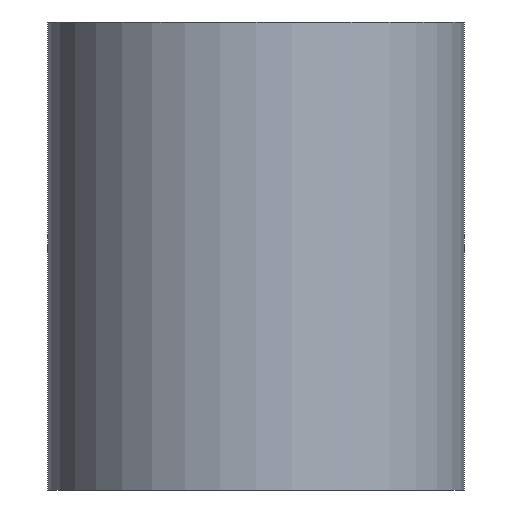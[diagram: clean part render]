
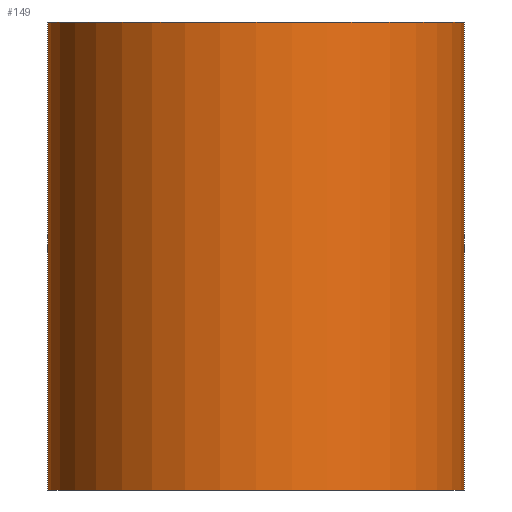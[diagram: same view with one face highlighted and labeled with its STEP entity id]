
A CAD part, front view. The second image highlights one B-rep face of the part: STEP entity #149.
In plain terms, the highlighted cylindrical face has radius 24.5 mm (diameter 49 mm), a full revolution.
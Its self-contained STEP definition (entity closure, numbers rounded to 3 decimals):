
#18=CYLINDRICAL_SURFACE('',#179,24.5);
#31=LINE('',#266,#41);
#41=VECTOR('',#225,24.5);
#49=FACE_OUTER_BOUND('',#60,.T.);
#60=EDGE_LOOP('',(#131,#132,#133,#134));
#68=CIRCLE('',#176,24.5);
#70=CIRCLE('',#180,24.5);
#80=VERTEX_POINT('',#257);
#82=VERTEX_POINT('',#264);
#96=EDGE_CURVE('',#80,#80,#68,.T.);
#99=EDGE_CURVE('',#82,#82,#70,.T.);
#100=EDGE_CURVE('',#82,#80,#31,.T.);
#131=ORIENTED_EDGE('',*,*,#99,.F.);
#132=ORIENTED_EDGE('',*,*,#100,.T.);
#133=ORIENTED_EDGE('',*,*,#96,.F.);
#134=ORIENTED_EDGE('',*,*,#100,.F.);
#149=ADVANCED_FACE('',(#49),#18,.T.);
#176=AXIS2_PLACEMENT_3D('',#258,#214,#215);
#179=AXIS2_PLACEMENT_3D('',#263,#221,#222);
#180=AXIS2_PLACEMENT_3D('',#265,#223,#224);
#214=DIRECTION('center_axis',(0.,0.,1.));
#215=DIRECTION('ref_axis',(1.,0.,0.));
#221=DIRECTION('center_axis',(0.,0.,-1.));
#222=DIRECTION('ref_axis',(1.,0.,0.));
#223=DIRECTION('center_axis',(0.,0.,-1.));
#224=DIRECTION('ref_axis',(1.,0.,0.));
#225=DIRECTION('',(0.,0.,1.));
#257=CARTESIAN_POINT('',(-24.5,0.,20.));
#258=CARTESIAN_POINT('Origin',(0.,0.,20.));
#263=CARTESIAN_POINT('Origin',(0.,0.,0.));
#264=CARTESIAN_POINT('',(-24.5,0.,-35.));
#265=CARTESIAN_POINT('Origin',(0.,0.,-35.));
#266=CARTESIAN_POINT('',(-24.5,0.,0.));
